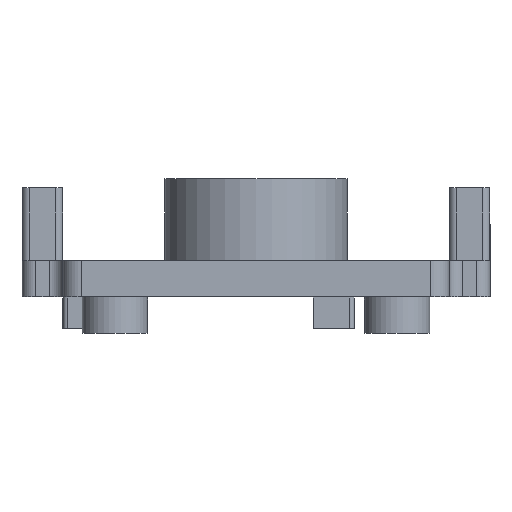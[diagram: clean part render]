
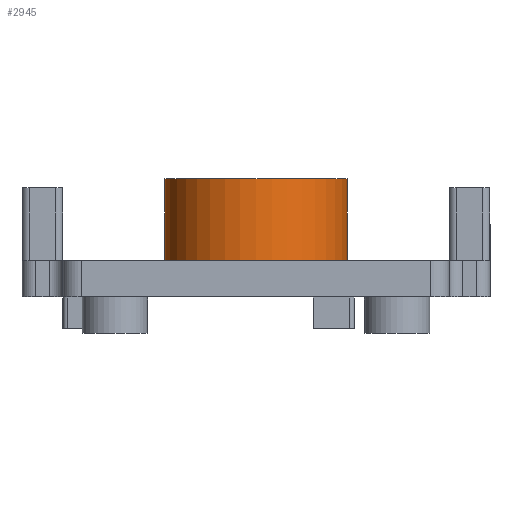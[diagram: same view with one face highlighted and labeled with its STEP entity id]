
A CAD part, front view. The second image highlights one B-rep face of the part: STEP entity #2945.
In plain terms, the highlighted cylindrical face has radius 10 mm (diameter 20 mm), a partial arc.
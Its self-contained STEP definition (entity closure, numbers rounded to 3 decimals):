
#293 = CARTESIAN_POINT ( 'NONE',  ( 31.2, 35., -24.284 ) ) ;
#452 = CIRCLE ( 'NONE', #3934, 10. ) ;
#1043 = CARTESIAN_POINT ( 'NONE',  ( 11.2, 35., 4. ) ) ;
#1975 = EDGE_CURVE ( 'NONE', #3361, #9734, #4083, .T. ) ;
#2349 = VERTEX_POINT ( 'NONE', #5219 ) ;
#2372 = CYLINDRICAL_SURFACE ( 'NONE', #2862, 10. ) ;
#2653 = EDGE_CURVE ( 'NONE', #3361, #2349, #452, .T. ) ;
#2862 = AXIS2_PLACEMENT_3D ( 'NONE', #3451, #7641, #12623 ) ;
#2945 = ADVANCED_FACE ( 'NONE', ( #11674 ), #2372, .T. ) ;
#3361 = VERTEX_POINT ( 'NONE', #1043 ) ;
#3451 = CARTESIAN_POINT ( 'NONE',  ( 21.2, 35., -24.284 ) ) ;
#3544 = EDGE_CURVE ( 'NONE', #9734, #10562, #4814, .T. ) ;
#3806 = CARTESIAN_POINT ( 'NONE',  ( 11.2, 35., -24.284 ) ) ;
#3848 = DIRECTION ( 'NONE',  ( 0., 0., 1. ) ) ;
#3934 = AXIS2_PLACEMENT_3D ( 'NONE', #10906, #3848, #8991 ) ;
#4083 = LINE ( 'NONE', #3806, #13316 ) ;
#4319 = ORIENTED_EDGE ( 'NONE', *, *, #2653, .T. ) ;
#4814 = CIRCLE ( 'NONE', #8320, 10. ) ;
#4856 = ORIENTED_EDGE ( 'NONE', *, *, #3544, .F. ) ;
#5219 = CARTESIAN_POINT ( 'NONE',  ( 31.2, 35., 4. ) ) ;
#6339 = CARTESIAN_POINT ( 'NONE',  ( 11.2, 35., 13. ) ) ;
#6800 = ORIENTED_EDGE ( 'NONE', *, *, #9074, .T. ) ;
#7143 = DIRECTION ( 'NONE',  ( 0., 0., 1. ) ) ;
#7428 = EDGE_LOOP ( 'NONE', ( #11367, #4319, #6800, #4856 ) ) ;
#7599 = DIRECTION ( 'NONE',  ( 1., 0., 0. ) ) ;
#7641 = DIRECTION ( 'NONE',  ( 0., 0., 1. ) ) ;
#8320 = AXIS2_PLACEMENT_3D ( 'NONE', #12451, #7143, #7599 ) ;
#8991 = DIRECTION ( 'NONE',  ( -1., 0., 0. ) ) ;
#9074 = EDGE_CURVE ( 'NONE', #2349, #10562, #10750, .T. ) ;
#9734 = VERTEX_POINT ( 'NONE', #6339 ) ;
#10249 = DIRECTION ( 'NONE',  ( 0., 0., 1. ) ) ;
#10562 = VERTEX_POINT ( 'NONE', #10882 ) ;
#10750 = LINE ( 'NONE', #293, #12065 ) ;
#10882 = CARTESIAN_POINT ( 'NONE',  ( 31.2, 35., 13. ) ) ;
#10906 = CARTESIAN_POINT ( 'NONE',  ( 21.2, 35., 4. ) ) ;
#11367 = ORIENTED_EDGE ( 'NONE', *, *, #1975, .F. ) ;
#11646 = DIRECTION ( 'NONE',  ( 0., 0., 1. ) ) ;
#11674 = FACE_OUTER_BOUND ( 'NONE', #7428, .T. ) ;
#12065 = VECTOR ( 'NONE', #11646, 1000. ) ;
#12451 = CARTESIAN_POINT ( 'NONE',  ( 21.2, 35., 13. ) ) ;
#12623 = DIRECTION ( 'NONE',  ( 1., 0., 0. ) ) ;
#13316 = VECTOR ( 'NONE', #10249, 1000. ) ;
